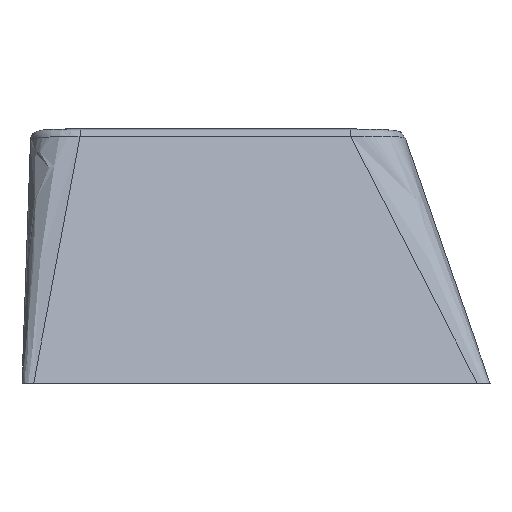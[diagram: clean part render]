
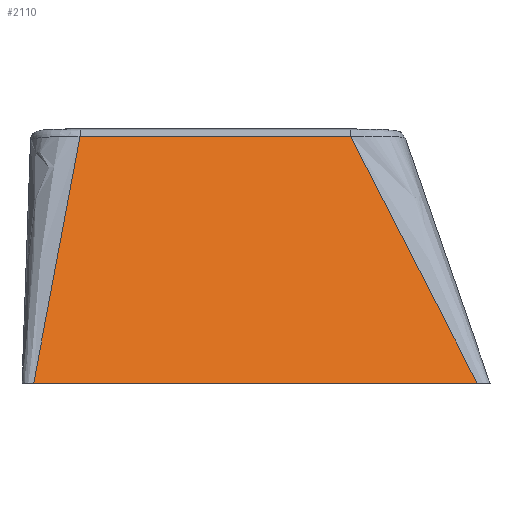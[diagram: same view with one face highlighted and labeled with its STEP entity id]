
A CAD part, left-side view. The second image highlights one B-rep face of the part: STEP entity #2110.
In plain terms, the highlighted free-form (B-spline) face has degree [3, 1] with [4, 2] control points.
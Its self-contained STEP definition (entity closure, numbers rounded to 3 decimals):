
#1780 = VERTEX_POINT('',#1781);
#1781 = CARTESIAN_POINT('',(-18.575,-8.557,0.));
#1804 = EDGE_CURVE('',#1780,#1805,#1807,.T.);
#1805 = VERTEX_POINT('',#1806);
#1806 = CARTESIAN_POINT('',(-18.575,8.594,0.));
#1807 = B_SPLINE_CURVE_WITH_KNOTS('',1,(#1808,#1809),.UNSPECIFIED.,.F.,
  .F.,(2,2),(18.597,35.748),.PIECEWISE_BEZIER_KNOTS.);
#1808 = CARTESIAN_POINT('',(-18.575,-8.557,0.));
#1809 = CARTESIAN_POINT('',(-18.575,8.594,0.));
#2110 = ADVANCED_FACE('',(#2111),#2133,.F.);
#2111 = FACE_BOUND('',#2112,.F.);
#2112 = EDGE_LOOP('',(#2113,#2122,#2127,#2128));
#2113 = ORIENTED_EDGE('',*,*,#2114,.T.);
#2114 = EDGE_CURVE('',#2115,#2117,#2119,.T.);
#2115 = VERTEX_POINT('',#2116);
#2116 = CARTESIAN_POINT('',(-15.649,6.802,9.529));
#2117 = VERTEX_POINT('',#2118);
#2118 = CARTESIAN_POINT('',(-15.649,-3.66,9.529));
#2119 = B_SPLINE_CURVE_WITH_KNOTS('',1,(#2120,#2121),.UNSPECIFIED.,.F.,
  .F.,(2,2),(-0.06,10.402),.PIECEWISE_BEZIER_KNOTS.);
#2120 = CARTESIAN_POINT('',(-15.649,6.802,9.529));
#2121 = CARTESIAN_POINT('',(-15.649,-3.66,9.529));
#2122 = ORIENTED_EDGE('',*,*,#2123,.F.);
#2123 = EDGE_CURVE('',#1780,#2117,#2124,.T.);
#2124 = B_SPLINE_CURVE_WITH_KNOTS('',1,(#2125,#2126),.UNSPECIFIED.,.F.,
  .F.,(2,2),(0.159,11.391),.PIECEWISE_BEZIER_KNOTS.);
#2125 = CARTESIAN_POINT('',(-18.575,-8.557,0.));
#2126 = CARTESIAN_POINT('',(-15.649,-3.66,9.529));
#2127 = ORIENTED_EDGE('',*,*,#1804,.T.);
#2128 = ORIENTED_EDGE('',*,*,#2129,.T.);
#2129 = EDGE_CURVE('',#1805,#2115,#2130,.T.);
#2130 = B_SPLINE_CURVE_WITH_KNOTS('',1,(#2131,#2132),.UNSPECIFIED.,.F.,
  .F.,(2,2),(0.015,10.25),.PIECEWISE_BEZIER_KNOTS.);
#2131 = CARTESIAN_POINT('',(-18.575,8.594,0.));
#2132 = CARTESIAN_POINT('',(-15.649,6.802,9.529));
#2133 = B_SPLINE_SURFACE_WITH_KNOTS('',3,1,(
    (#2134,#2135)
    ,(#2136,#2137)
    ,(#2138,#2139)
    ,(#2140,#2141
    )),.UNSPECIFIED.,.F.,.F.,.F.,(4,4),(2,2),(0.,10.852),(-54.3,
    -36.2),.PIECEWISE_BEZIER_KNOTS.);
#2134 = CARTESIAN_POINT('',(-15.55,-5.647,9.85));
#2135 = CARTESIAN_POINT('',(-15.55,8.703,9.85));
#2136 = CARTESIAN_POINT('',(-16.559,-6.783,6.567));
#2137 = CARTESIAN_POINT('',(-16.559,8.817,6.567));
#2138 = CARTESIAN_POINT('',(-17.567,-7.918,3.283));
#2139 = CARTESIAN_POINT('',(-17.567,8.932,3.283));
#2140 = CARTESIAN_POINT('',(-18.575,-9.053,0.));
#2141 = CARTESIAN_POINT('',(-18.575,9.047,0.));
